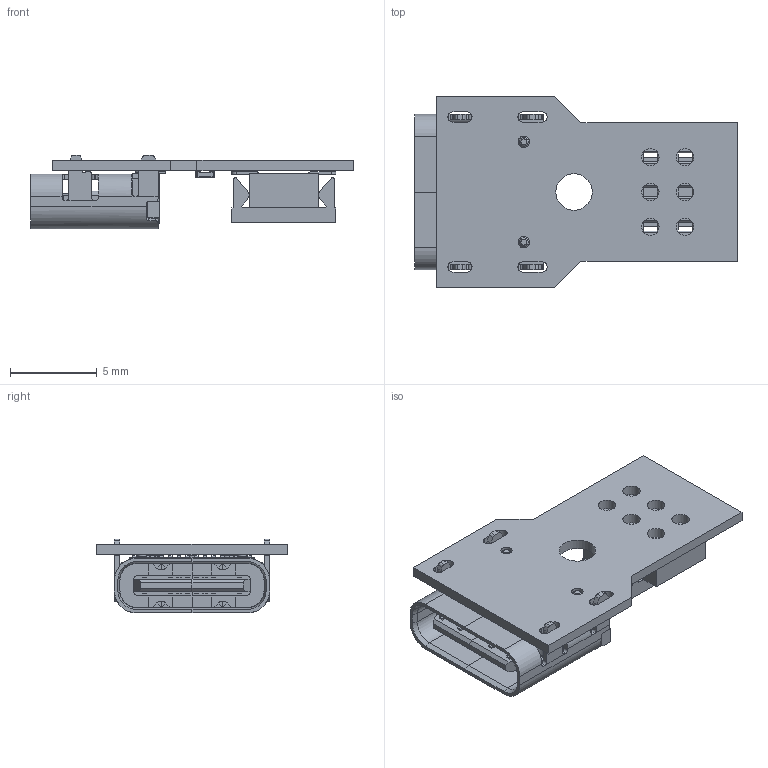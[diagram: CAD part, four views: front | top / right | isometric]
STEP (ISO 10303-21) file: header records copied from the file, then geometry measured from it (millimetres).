
FILE_DESCRIPTION(('KiCad electronic assembly'),'2;1');
FILE_NAME('spacemouse-usbc.step','2024-07-03T15:57:24',('Pcbnew'),( 'Kicad'),'Open CASCADE STEP processor 7.8','KiCad to STEP converter' ,'Unknown');
FILE_SCHEMA(('AUTOMOTIVE_DESIGN { 1 0 10303 214 1 1 1 1 }'));
Length unit declared in the file: millimetre
Products named in the file (8): spacemouse-usbc 1; 62130621821 (rev1); 6213xx21821; R_0402_1005Metric; USB_C_Receptacle_GCT_USB4105-xx-A_16P_TopMnt_Horizontal; USB_C_Receptacle_16P_TopMnt_Horizontal_GCT_USB4105-xx-A; spacemouse-usbc_PCB
Assembly tree (8 placements, depth 3):
  spacemouse-usbc 1
    62130621821 (rev1)
      6213xx21821
    R_0402_1005Metric  x2
      R_0402_1005Metric
    USB_C_Receptacle_GCT_USB4105-xx-A_16P_TopMnt_Horizontal
      USB_C_Receptacle_16P_TopMnt_Horizontal_GCT_USB4105-xx-A
    spacemouse-usbc_PCB
Bounding box: 18.57 x 11 x 4.26 mm (x, y, z)
Volume: 276.1 mm3; surface area: 1208.1 mm2
Topology: 47 solids, 47 shells, 1203 faces, 3095 edges, 1970 vertices
Faces by surface type: plane 820, cylinder 351, bspline 24, cone 8
Full cylindrical faces by diameter (mm): 0.5 x2, 0.65 x2, 1 x6, 2.1 x1
Entity records: 40748 total; most frequent: CARTESIAN_POINT 6699, ORIENTED_EDGE 6054, DIRECTION 5887, EDGE_CURVE 3027, LINE 2275, VECTOR 2275, VERTEX_POINT 1926, AXIS2_PLACEMENT_3D 1806
